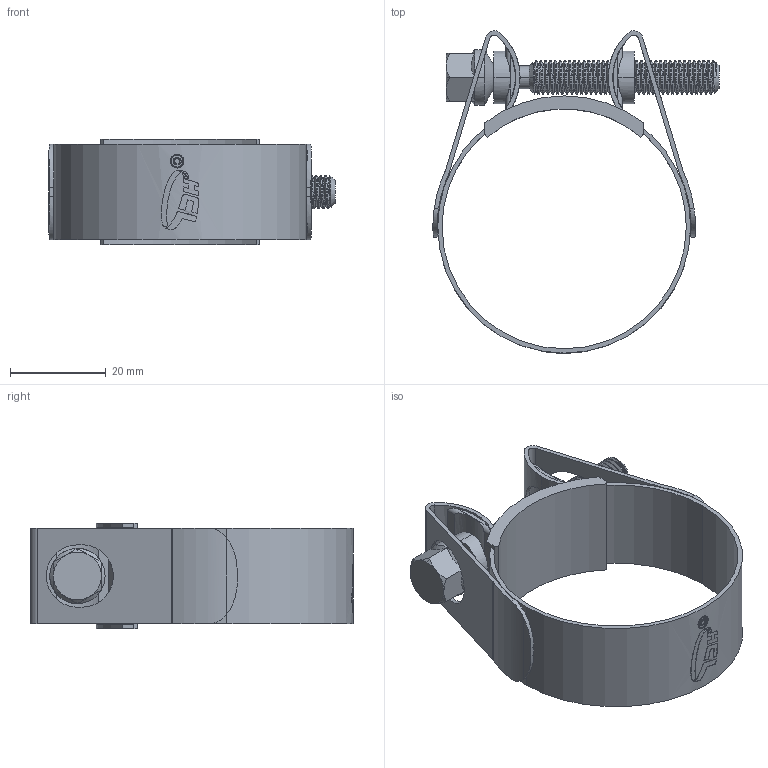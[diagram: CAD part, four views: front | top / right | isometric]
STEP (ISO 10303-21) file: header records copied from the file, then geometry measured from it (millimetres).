
FILE_DESCRIPTION (( 'STEP AP214' ), '1' );
FILE_NAME ('BBC-47-SUPRA-W2.step', '2025-06-05T13:53:58', ( '' ), ( '' ), 'SwSTEP 2.0', 'SolidWorks 2025', '' );
FILE_SCHEMA (( 'AUTOMOTIVE_DESIGN' ));
Length unit declared in the file: millimetre
Products named in the file (1): BBC-47-SUPRA-W2
Bounding box: 59.74 x 67.31 x 22 mm (x, y, z)
Volume: 8012.3 mm3; surface area: 15152.5 mm2
Topology: 5 solids, 5 shells, 315 faces, 853 edges, 555 vertices
Faces by surface type: cylinder 189, bspline 58, plane 46, cone 22
Entity records: 35743 total; most frequent: CARTESIAN_POINT 28843, ORIENTED_EDGE 1706, DIRECTION 1044, EDGE_CURVE 853, VERTEX_POINT 555, AXIS2_PLACEMENT_3D 364, EDGE_LOOP 334, VECTOR 316
